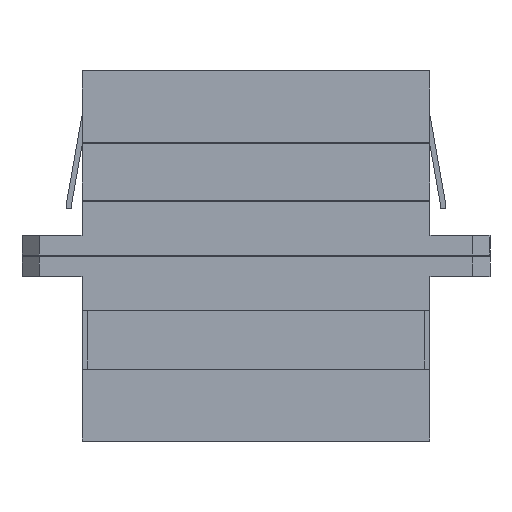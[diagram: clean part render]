
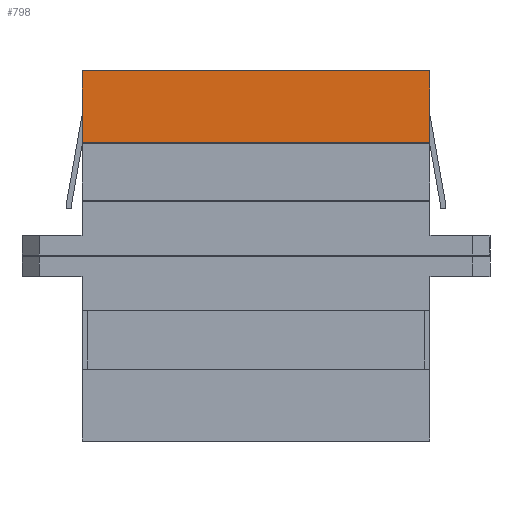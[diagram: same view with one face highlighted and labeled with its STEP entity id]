
A CAD part, top view. The second image highlights one B-rep face of the part: STEP entity #798.
In plain terms, the highlighted planar face has unit normal (0, 0, 1).
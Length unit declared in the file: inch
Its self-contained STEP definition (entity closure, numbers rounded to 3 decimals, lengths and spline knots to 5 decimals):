
#759 = VERTEX_POINT ( 'NONE', #3053 ) ;
#761 = EDGE_CURVE ( 'NONE', #759, #5020, #3052, .T. ) ;
#798 = ADVANCED_FACE ( 'NONE', ( #3109 ), #3108, .F. ) ;
#799 = EDGE_LOOP ( 'NONE', ( #800, #862, #864, #865 ) ) ;
#800 = ORIENTED_EDGE ( 'NONE', *, *, #860, .T. ) ;
#860 = EDGE_CURVE ( 'NONE', #759, #861, #3208, .T. ) ;
#861 = VERTEX_POINT ( 'NONE', #3204 ) ;
#862 = ORIENTED_EDGE ( 'NONE', *, *, #863, .F. ) ;
#863 = EDGE_CURVE ( 'NONE', #5018, #861, #3203, .T. ) ;
#864 = ORIENTED_EDGE ( 'NONE', *, *, #5017, .F. ) ;
#865 = ORIENTED_EDGE ( 'NONE', *, *, #761, .F. ) ;
#3049 = DIRECTION ( 'NONE',  ( 1., 0., 0. ) ) ;
#3050 = VECTOR ( 'NONE', #3049, 39.37008 ) ;
#3051 = CARTESIAN_POINT ( 'NONE',  ( -0.5075, 0.54, 0.1825 ) ) ;
#3052 = LINE ( 'NONE', #3051, #3050 ) ;
#3053 = CARTESIAN_POINT ( 'NONE',  ( -0.5075, 0.54, 0.1825 ) ) ;
#3104 = DIRECTION ( 'NONE',  ( -1., 0., 0. ) ) ;
#3105 = DIRECTION ( 'NONE',  ( 0., 0., -1. ) ) ;
#3106 = CARTESIAN_POINT ( 'NONE',  ( -0.6825, 0.06, 0.1825 ) ) ;
#3107 = AXIS2_PLACEMENT_3D ( 'NONE', #3106, #3105, #3104 ) ;
#3108 = PLANE ( 'NONE',  #3107 ) ;
#3109 = FACE_OUTER_BOUND ( 'NONE', #799, .T. ) ;
#3200 = DIRECTION ( 'NONE',  ( -1., 0., 0. ) ) ;
#3201 = VECTOR ( 'NONE', #3200, 39.37008 ) ;
#3202 = CARTESIAN_POINT ( 'NONE',  ( 0.5075, 0.33, 0.1825 ) ) ;
#3203 = LINE ( 'NONE', #3202, #3201 ) ;
#3204 = CARTESIAN_POINT ( 'NONE',  ( -0.5075, 0.33, 0.1825 ) ) ;
#3205 = DIRECTION ( 'NONE',  ( 0., -1., 0. ) ) ;
#3206 = VECTOR ( 'NONE', #3205, 39.37008 ) ;
#3207 = CARTESIAN_POINT ( 'NONE',  ( -0.5075, 0.54, 0.1825 ) ) ;
#3208 = LINE ( 'NONE', #3207, #3206 ) ;
#5017 = EDGE_CURVE ( 'NONE', #5020, #5018, #5577, .T. ) ;
#5018 = VERTEX_POINT ( 'NONE', #5573 ) ;
#5020 = VERTEX_POINT ( 'NONE', #5572 ) ;
#5572 = CARTESIAN_POINT ( 'NONE',  ( 0.5075, 0.54, 0.1825 ) ) ;
#5573 = CARTESIAN_POINT ( 'NONE',  ( 0.5075, 0.33, 0.1825 ) ) ;
#5574 = DIRECTION ( 'NONE',  ( 0., -1., 0. ) ) ;
#5575 = VECTOR ( 'NONE', #5574, 39.37008 ) ;
#5576 = CARTESIAN_POINT ( 'NONE',  ( 0.5075, 0.54, 0.1825 ) ) ;
#5577 = LINE ( 'NONE', #5576, #5575 ) ;
